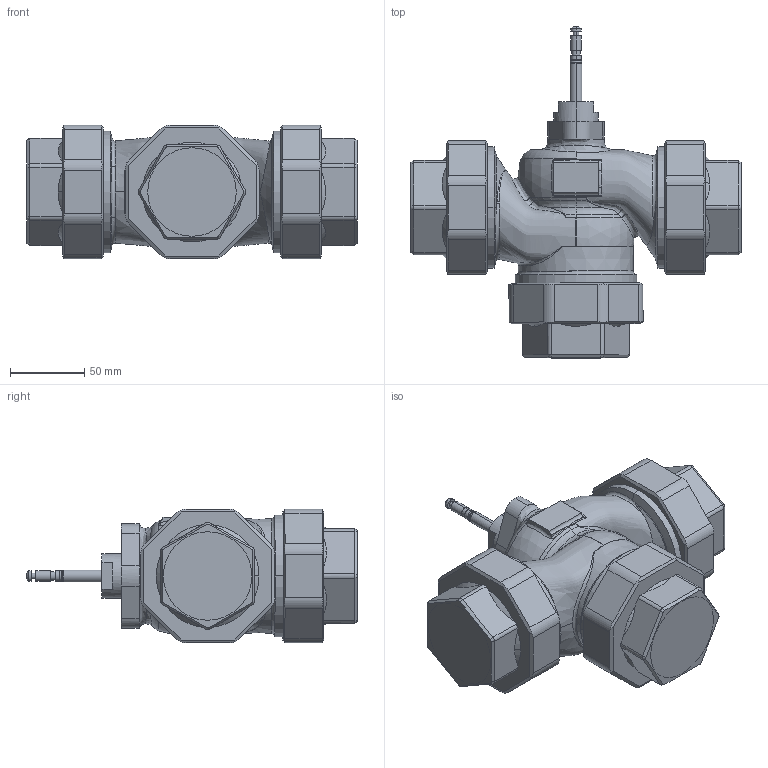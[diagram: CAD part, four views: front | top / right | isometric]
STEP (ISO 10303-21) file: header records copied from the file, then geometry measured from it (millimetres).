
FILE_DESCRIPTION (( 'STEP AP203' ), '1' );
FILE_NAME ('316RA_DN50_DEF.STEP', '2012-02-14T09:04:03', ( 'test' ), ( '' ), 'SwSTEP 2.0', 'SolidWorks 2011', '' );
FILE_SCHEMA (( 'CONFIG_CONTROL_DESIGN' ));
Products named in the file (1): 316RA_DN50_DEF
Bounding box: 222.67 x 223.67 x 90.27 mm (x, y, z)
Volume: 1280766.9 mm3; surface area: 132472 mm2
Topology: 1 solids, 4 shells, 367 faces, 959 edges, 610 vertices
Faces by surface type: plane 157, cylinder 76, cone 63, bspline 35, torus 27, sphere 9
Entity records: 149950 total; most frequent: CARTESIAN_POINT 141546, ORIENTED_EDGE 1914, DIRECTION 1543, EDGE_CURVE 957, VERTEX_POINT 610, AXIS2_PLACEMENT_3D 563, VECTOR 417, LINE 417
